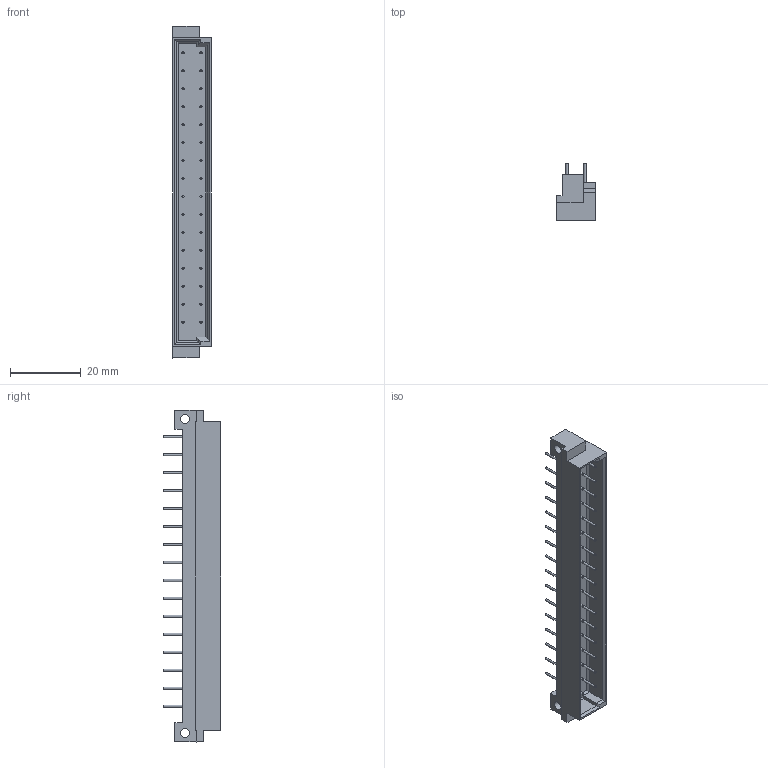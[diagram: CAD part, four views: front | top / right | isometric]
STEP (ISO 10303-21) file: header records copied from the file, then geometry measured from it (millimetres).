
FILE_DESCRIPTION(/* description */ (''),/* implementation_level */ '2;1');
FILE_NAME(/* name */ '100102169ugm000_b.stp',/* time_stamp */ '2014-11-03T08:19:30+01:00',/* author */ (''),/* organization */ (''),/* preprocessor_version */ 'ST-DEVELOPER v15',/* originating_system */ 'SIEMENS PLM Software NX 8.5',/* authorisation */ '');
FILE_SCHEMA (('AUTOMOTIVE_DESIGN { 1 0 10303 214 3 1 1 1 }'));
Length unit declared in the file: millimetre
Products named in the file (1): 100102169ugm000_b
Bounding box: 10.9 x 16.2 x 93.95 mm (x, y, z)
Volume: 5466.6 mm3; surface area: 6043.6 mm2
Topology: 1 solids, 1 shells, 181 faces, 326 edges, 214 vertices
Faces by surface type: plane 115, cylinder 66
Full cylindrical faces by diameter (mm): 0.6 x64, 2.55 x2
Entity records: 4522 total; most frequent: DIRECTION 756, CARTESIAN_POINT 656, ORIENTED_EDGE 520, EDGE_LOOP 316, AXIS2_PLACEMENT_3D 314, EDGE_CURVE 260, VERTEX_POINT 212, FACE_BOUND 207
